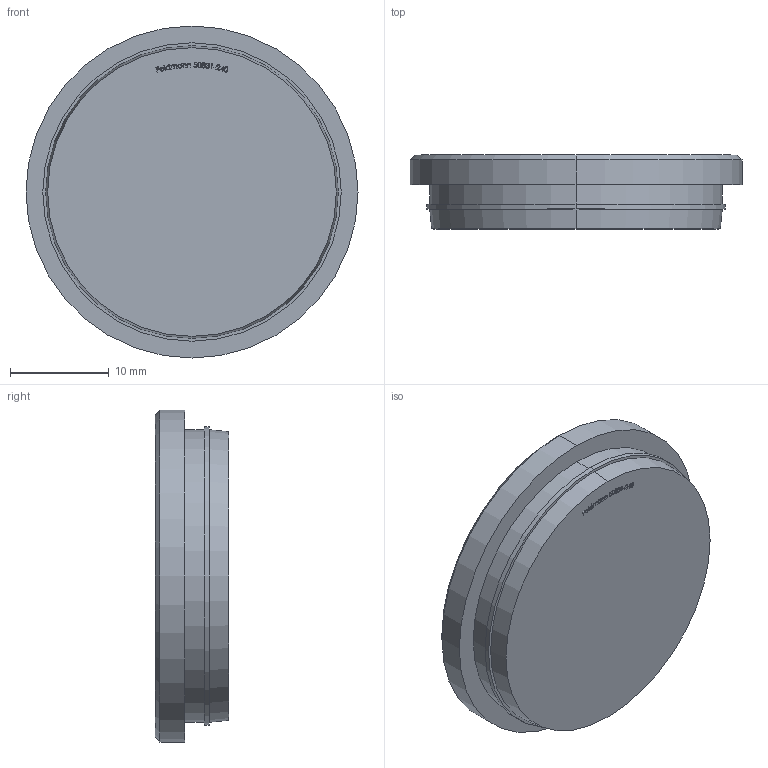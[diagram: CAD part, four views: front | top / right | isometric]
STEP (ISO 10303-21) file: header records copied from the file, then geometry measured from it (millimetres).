
FILE_DESCRIPTION (( 'STEP AP203' ), '1' );
FILE_NAME ('50831-240.step', '2018-11-29T13:40:27', ( '' ), ( '' ), 'SwSTEP 2.0', 'SolidWorks 2015', '' );
FILE_SCHEMA (( 'CONFIG_CONTROL_DESIGN' ));
Length unit declared in the file: millimetre
Products named in the file (1): 50831-240
Bounding box: 33.7 x 7.5 x 33.7 mm (x, y, z)
Volume: 5775.5 mm3; surface area: 2548.1 mm2
Topology: 1 solids, 1 shells, 243 faces, 637 edges, 424 vertices
Faces by surface type: plane 122, bspline 111, cylinder 6, cone 4
Entity records: 13632 total; most frequent: CARTESIAN_POINT 8304, ORIENTED_EDGE 1274, DIRECTION 699, EDGE_CURVE 637, VERTEX_POINT 424, LINE 397, VECTOR 397, EDGE_LOOP 271
